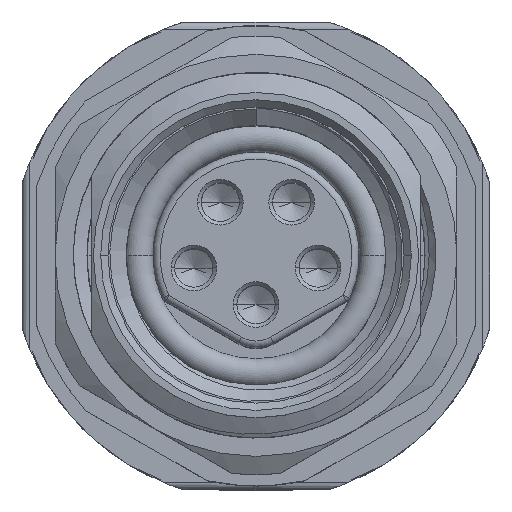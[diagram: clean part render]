
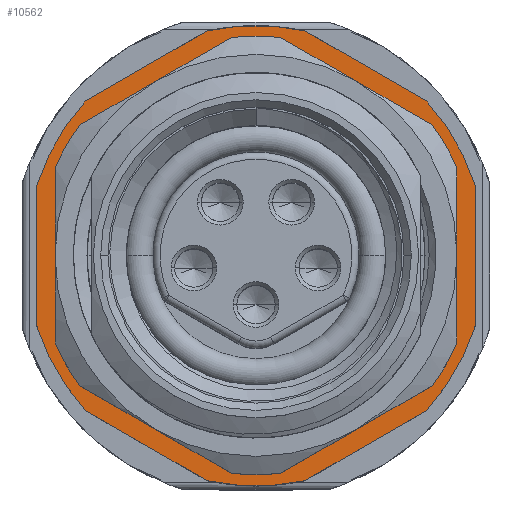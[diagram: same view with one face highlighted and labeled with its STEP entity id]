
A CAD part, top view. The second image highlights one B-rep face of the part: STEP entity #10562.
In plain terms, the highlighted planar face has unit normal (0, 0, 1).
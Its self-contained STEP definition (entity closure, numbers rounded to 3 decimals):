
#6016=CARTESIAN_POINT('',(0.,0.,-3.8));
#6017=DIRECTION('',(0.,0.,-1.));
#6018=DIRECTION('',(0.212,-0.977,0.));
#6019=AXIS2_PLACEMENT_3D('',#6016,#6017,#6018);
#6021=DIRECTION('',(-0.866,0.5,0.));
#6022=VECTOR('',#6021,3.842);
#6023=CARTESIAN_POINT('',(-1.336,-6.157,-3.8));
#6024=LINE('',#6023,#6022);
#6025=CARTESIAN_POINT('',(0.,0.,-3.8));
#6026=DIRECTION('',(0.,0.,-1.));
#6027=DIRECTION('',(-0.74,-0.672,0.));
#6028=AXIS2_PLACEMENT_3D('',#6025,#6026,#6027);
#6030=DIRECTION('',(0.,1.,0.));
#6031=VECTOR('',#6030,3.842);
#6032=CARTESIAN_POINT('',(-6.,-1.921,-3.8));
#6033=LINE('',#6032,#6031);
#6034=CARTESIAN_POINT('',(0.,0.,-3.8));
#6035=DIRECTION('',(0.,0.,-1.));
#6036=DIRECTION('',(-0.952,0.305,0.));
#6037=AXIS2_PLACEMENT_3D('',#6034,#6035,#6036);
#6039=DIRECTION('',(0.866,0.5,0.));
#6040=VECTOR('',#6039,3.842);
#6041=CARTESIAN_POINT('',(-4.664,4.236,-3.8));
#6042=LINE('',#6041,#6040);
#6043=CARTESIAN_POINT('',(0.,0.,-3.8));
#6044=DIRECTION('',(0.,0.,-1.));
#6045=DIRECTION('',(-0.212,0.977,0.));
#6046=AXIS2_PLACEMENT_3D('',#6043,#6044,#6045);
#6048=DIRECTION('',(0.866,-0.5,0.));
#6049=VECTOR('',#6048,3.842);
#6050=CARTESIAN_POINT('',(1.336,6.157,-3.8));
#6051=LINE('',#6050,#6049);
#6052=CARTESIAN_POINT('',(0.,0.,-3.8));
#6053=DIRECTION('',(0.,0.,-1.));
#6054=DIRECTION('',(0.74,0.672,0.));
#6055=AXIS2_PLACEMENT_3D('',#6052,#6053,#6054);
#6057=DIRECTION('',(0.,-1.,0.));
#6058=VECTOR('',#6057,3.842);
#6059=CARTESIAN_POINT('',(6.,1.921,-3.8));
#6060=LINE('',#6059,#6058);
#6061=CARTESIAN_POINT('',(0.,0.,-3.8));
#6062=DIRECTION('',(0.,0.,-1.));
#6063=DIRECTION('',(0.952,-0.305,0.));
#6064=AXIS2_PLACEMENT_3D('',#6061,#6062,#6063);
#6066=DIRECTION('',(-0.866,-0.5,0.));
#6067=VECTOR('',#6066,3.842);
#6068=CARTESIAN_POINT('',(4.664,-4.236,-3.8));
#6069=LINE('',#6068,#6067);
#6070=CARTESIAN_POINT('',(0.,0.,-3.8));
#6071=DIRECTION('',(0.,0.,1.));
#6072=DIRECTION('',(1.,0.,0.));
#6073=AXIS2_PLACEMENT_3D('',#6070,#6071,#6072);
#6075=CARTESIAN_POINT('',(0.,0.,-3.8));
#6076=DIRECTION('',(0.,0.,1.));
#6077=DIRECTION('',(-1.,0.,0.));
#6078=AXIS2_PLACEMENT_3D('',#6075,#6076,#6077);
#9540=CARTESIAN_POINT('',(1.336,-6.157,-3.8));
#9541=CARTESIAN_POINT('',(-1.336,-6.157,-3.8));
#9542=VERTEX_POINT('',#9540);
#9543=VERTEX_POINT('',#9541);
#9544=CARTESIAN_POINT('',(-4.664,-4.236,-3.8));
#9545=VERTEX_POINT('',#9544);
#9546=CARTESIAN_POINT('',(-6.,-1.921,-3.8));
#9547=VERTEX_POINT('',#9546);
#9548=CARTESIAN_POINT('',(-6.,1.921,-3.8));
#9549=VERTEX_POINT('',#9548);
#9550=CARTESIAN_POINT('',(-4.664,4.236,-3.8));
#9551=VERTEX_POINT('',#9550);
#9552=CARTESIAN_POINT('',(-1.336,6.157,-3.8));
#9553=VERTEX_POINT('',#9552);
#9554=CARTESIAN_POINT('',(1.336,6.157,-3.8));
#9555=VERTEX_POINT('',#9554);
#9556=CARTESIAN_POINT('',(4.664,4.236,-3.8));
#9557=VERTEX_POINT('',#9556);
#9558=CARTESIAN_POINT('',(6.,1.921,-3.8));
#9559=VERTEX_POINT('',#9558);
#9560=CARTESIAN_POINT('',(6.,-1.921,-3.8));
#9561=VERTEX_POINT('',#9560);
#9562=CARTESIAN_POINT('',(4.664,-4.236,-3.8));
#9563=VERTEX_POINT('',#9562);
#9580=CARTESIAN_POINT('',(4.7,0.,-3.8));
#9581=CARTESIAN_POINT('',(-4.7,0.,-3.8));
#9582=VERTEX_POINT('',#9580);
#9583=VERTEX_POINT('',#9581);
#10525=CARTESIAN_POINT('',(0.,0.,-3.8));
#10526=DIRECTION('',(0.,0.,-1.));
#10527=DIRECTION('',(1.,0.,0.));
#10528=AXIS2_PLACEMENT_3D('',#10525,#10526,#10527);
#10529=PLANE('',#10528);
#10531=ORIENTED_EDGE('',*,*,#10530,.T.);
#10533=ORIENTED_EDGE('',*,*,#10532,.T.);
#10535=ORIENTED_EDGE('',*,*,#10534,.T.);
#10537=ORIENTED_EDGE('',*,*,#10536,.T.);
#10539=ORIENTED_EDGE('',*,*,#10538,.T.);
#10541=ORIENTED_EDGE('',*,*,#10540,.T.);
#10543=ORIENTED_EDGE('',*,*,#10542,.T.);
#10545=ORIENTED_EDGE('',*,*,#10544,.T.);
#10547=ORIENTED_EDGE('',*,*,#10546,.T.);
#10549=ORIENTED_EDGE('',*,*,#10548,.T.);
#10551=ORIENTED_EDGE('',*,*,#10550,.T.);
#10553=ORIENTED_EDGE('',*,*,#10552,.T.);
#10554=EDGE_LOOP('',(#10531,#10533,#10535,#10537,#10539,#10541,#10543,#10545,
#10547,#10549,#10551,#10553));
#10555=FACE_OUTER_BOUND('',#10554,.F.);
#10557=ORIENTED_EDGE('',*,*,#10556,.T.);
#10559=ORIENTED_EDGE('',*,*,#10558,.T.);
#10560=EDGE_LOOP('',(#10557,#10559));
#10561=FACE_BOUND('',#10560,.F.);
#6020=CIRCLE('',#6019,6.3);
#6029=CIRCLE('',#6028,6.3);
#6038=CIRCLE('',#6037,6.3);
#6047=CIRCLE('',#6046,6.3);
#6056=CIRCLE('',#6055,6.3);
#6065=CIRCLE('',#6064,6.3);
#6074=CIRCLE('',#6073,4.7);
#6079=CIRCLE('',#6078,4.7);
#10530=EDGE_CURVE('',#9542,#9543,#6020,.T.);
#10532=EDGE_CURVE('',#9543,#9545,#6024,.T.);
#10534=EDGE_CURVE('',#9545,#9547,#6029,.T.);
#10536=EDGE_CURVE('',#9547,#9549,#6033,.T.);
#10538=EDGE_CURVE('',#9549,#9551,#6038,.T.);
#10540=EDGE_CURVE('',#9551,#9553,#6042,.T.);
#10542=EDGE_CURVE('',#9553,#9555,#6047,.T.);
#10544=EDGE_CURVE('',#9555,#9557,#6051,.T.);
#10546=EDGE_CURVE('',#9557,#9559,#6056,.T.);
#10548=EDGE_CURVE('',#9559,#9561,#6060,.T.);
#10550=EDGE_CURVE('',#9561,#9563,#6065,.T.);
#10552=EDGE_CURVE('',#9563,#9542,#6069,.T.);
#10556=EDGE_CURVE('',#9582,#9583,#6074,.T.);
#10558=EDGE_CURVE('',#9583,#9582,#6079,.T.);
#10562=ADVANCED_FACE('',(#10555,#10561),#10529,.F.);
